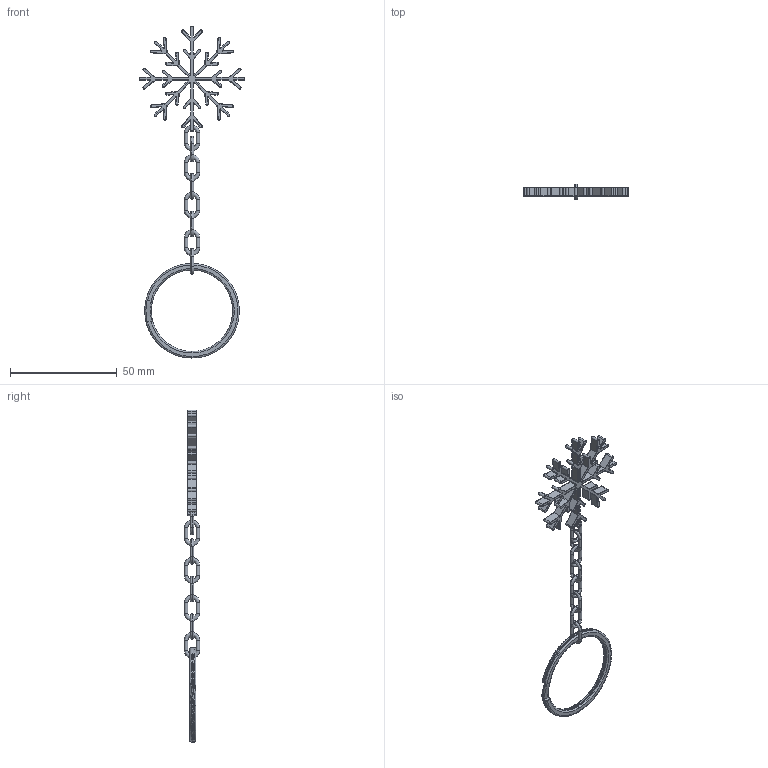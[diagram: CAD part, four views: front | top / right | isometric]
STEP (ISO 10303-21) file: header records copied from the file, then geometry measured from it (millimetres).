
FILE_DESCRIPTION(('FreeCAD Model'),'2;1');
FILE_NAME('Open CASCADE Shape Model','2025-05-04T08:46:22',('FreeCAD'),( 'FreeCAD'),'Open CASCADE STEP processor 7.6','FreeCAD','Unknown');
FILE_SCHEMA(('AUTOMOTIVE_DESIGN { 1 0 10303 214 1 1 1 1 }'));
Length unit declared in the file: millimetre
Products named in the file (1): Open CASCADE STEP translator 7.6 1
Bounding box: 49.45 x 7.19 x 155.49 mm (x, y, z)
Volume: 3490.3 mm3; surface area: 6213.8 mm2
Topology: 4 solids, 4 shells, 928 faces, 2202 edges, 1262 vertices
Faces by surface type: bspline 928
Entity records: 27134 total; most frequent: CARTESIAN_POINT 15502, ORIENTED_EDGE 4396, EDGE_CURVE 2198, VERTEX_POINT 1262, FACE_BOUND 930, EDGE_LOOP 930, ADVANCED_FACE 928, B_SPLINE_CURVE_WITH_KNOTS 839
